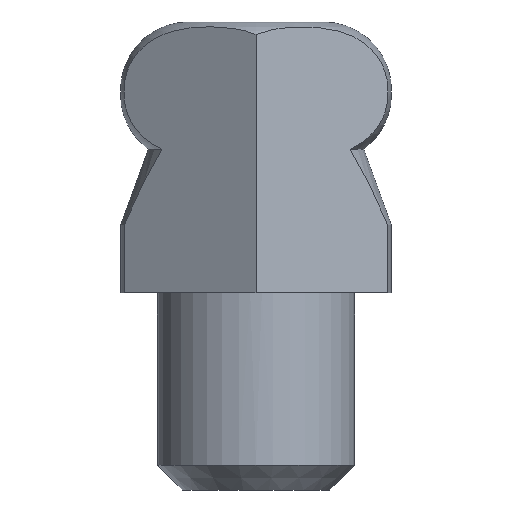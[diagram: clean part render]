
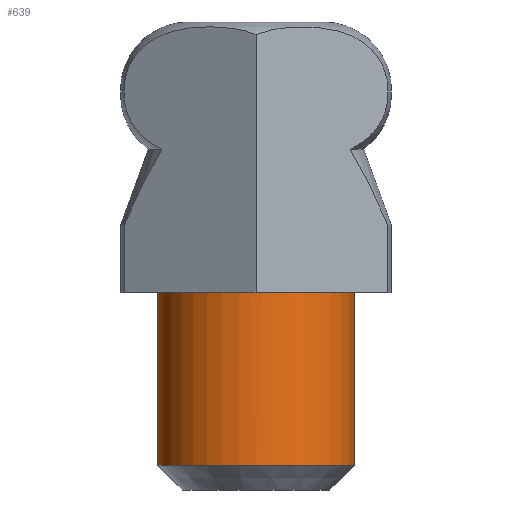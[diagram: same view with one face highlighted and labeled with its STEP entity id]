
A CAD part, front view. The second image highlights one B-rep face of the part: STEP entity #639.
In plain terms, the highlighted cylindrical face has radius 8 mm (diameter 16 mm), a partial arc.
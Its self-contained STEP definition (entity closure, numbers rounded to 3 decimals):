
#267=VERTEX_POINT('',#723);
#275=VERTEX_POINT('',#731);
#277=VERTEX_POINT('',#733);
#315=VERTEX_POINT('',#777);
#323=EDGE_CURVE('',#435,#387,#785,.T.);
#387=VERTEX_POINT('',#856);
#435=VERTEX_POINT('',#906);
#459=EDGE_CURVE('',#275,#277,#931,.T.);
#515=EDGE_CURVE('',#619,#611,#996,.T.);
#539=EDGE_CURVE('',#267,#315,#1021,.T.);
#549=EDGE_CURVE('',#315,#435,#1032,.T.);
#553=EDGE_CURVE('',#387,#619,#1038,.T.);
#611=VERTEX_POINT('',#1101);
#619=VERTEX_POINT('',#1110);
#639=ADVANCED_FACE('',(#1133),#1134,.T.);
#651=EDGE_CURVE('',#275,#611,#1147,.T.);
#657=EDGE_CURVE('',#277,#267,#1153,.T.);
#723=CARTESIAN_POINT('',(-6.122,-5.15,0.));
#731=CARTESIAN_POINT('',(-8.,0.,-14.0));
#733=CARTESIAN_POINT('',(-8.,0.,0.));
#777=CARTESIAN_POINT('',(-1.4,-7.877,0.));
#785=CIRCLE('',#1305,8.);
#856=CARTESIAN_POINT('',(6.122,-5.15,0.));
#906=CARTESIAN_POINT('',(1.4,-7.877,0.));
#931=LINE('',#1564,#1565);
#996=LINE('',#1658,#1659);
#1021=CIRCLE('',#1742,8.);
#1032=CIRCLE('',#1758,8.);
#1038=CIRCLE('',#1765,8.);
#1101=CARTESIAN_POINT('',(8.,0.,-14.0));
#1110=CARTESIAN_POINT('',(8.,0.,0.));
#1133=FACE_OUTER_BOUND('',#1932,.T.);
#1134=CYLINDRICAL_SURFACE('',#1933,8.);
#1147=CIRCLE('',#1964,8.);
#1153=CIRCLE('',#1971,8.);
#1305=AXIS2_PLACEMENT_3D('',#2144,#2145,#2146);
#1564=CARTESIAN_POINT('',(-8.,0.,-7.));
#1565=VECTOR('',#2300,1.0);
#1658=CARTESIAN_POINT('',(8.,0.,-7.));
#1659=VECTOR('',#2382,1.0);
#1742=AXIS2_PLACEMENT_3D('',#2401,#2402,#2403);
#1758=AXIS2_PLACEMENT_3D('',#2419,#2420,#2421);
#1765=AXIS2_PLACEMENT_3D('',#2430,#2431,#2432);
#1932=EDGE_LOOP('',(#2553,#2554,#2555,#2556,#2557,#2558,#2559,#2560));
#1933=AXIS2_PLACEMENT_3D('',#2561,#2562,#2563);
#1964=AXIS2_PLACEMENT_3D('',#2575,#2576,#2577);
#1971=AXIS2_PLACEMENT_3D('',#2578,#2579,#2580);
#2144=CARTESIAN_POINT('',(0.0,0.,0.));
#2145=DIRECTION('',(0.0,0.0,1.0));
#2146=DIRECTION('',(-1.0,0.,0.0));
#2300=DIRECTION('',(0.0,0.0,1.0));
#2382=DIRECTION('',(-0.0,-0.0,-1.0));
#2401=CARTESIAN_POINT('',(0.0,0.,0.));
#2402=DIRECTION('',(0.0,0.0,1.0));
#2403=DIRECTION('',(-1.0,0.,0.0));
#2419=CARTESIAN_POINT('',(0.0,0.,0.));
#2420=DIRECTION('',(0.0,0.0,1.0));
#2421=DIRECTION('',(-1.0,0.,0.0));
#2430=CARTESIAN_POINT('',(0.0,0.,0.));
#2431=DIRECTION('',(0.0,0.0,1.0));
#2432=DIRECTION('',(-1.0,0.,0.0));
#2553=ORIENTED_EDGE('',*,*,#459,.F.);
#2554=ORIENTED_EDGE('',*,*,#651,.T.);
#2555=ORIENTED_EDGE('',*,*,#515,.F.);
#2556=ORIENTED_EDGE('',*,*,#553,.F.);
#2557=ORIENTED_EDGE('',*,*,#323,.F.);
#2558=ORIENTED_EDGE('',*,*,#549,.F.);
#2559=ORIENTED_EDGE('',*,*,#539,.F.);
#2560=ORIENTED_EDGE('',*,*,#657,.F.);
#2561=CARTESIAN_POINT('',(0.0,0.,-7.));
#2562=DIRECTION('',(-0.0,-0.0,-1.0));
#2563=DIRECTION('',(-1.0,0.,0.0));
#2575=CARTESIAN_POINT('',(0.0,0.,-14.0));
#2576=DIRECTION('',(0.0,0.0,1.0));
#2577=DIRECTION('',(-1.0,0.,0.0));
#2578=CARTESIAN_POINT('',(0.0,0.,0.));
#2579=DIRECTION('',(0.0,0.0,1.0));
#2580=DIRECTION('',(-1.0,0.,0.0));
